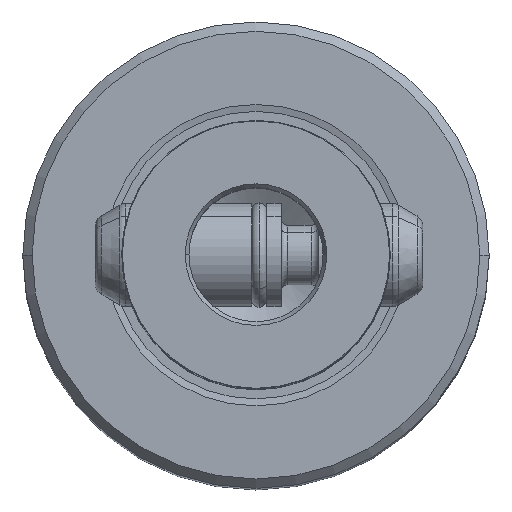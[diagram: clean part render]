
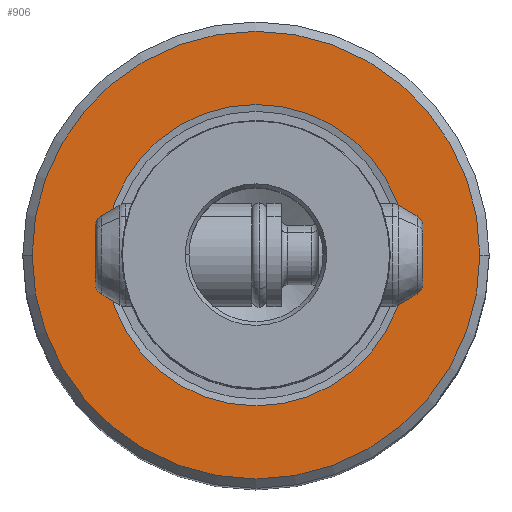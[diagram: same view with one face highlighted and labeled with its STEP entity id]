
A CAD part, top view. The second image highlights one B-rep face of the part: STEP entity #906.
In plain terms, the highlighted planar face has unit normal (0, 0, 1).
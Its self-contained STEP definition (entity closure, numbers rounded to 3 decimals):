
#420=EDGE_CURVE('NONE',#810,#582,#1195,.T.);
#582=VERTEX_POINT('NONE',#1373);
#726=EDGE_CURVE('NONE',#956,#736,#1535,.T.);
#736=VERTEX_POINT('NONE',#1548);
#810=VERTEX_POINT('NONE',#1636);
#906=ADVANCED_FACE('NONE',(#1745,#1746),#1747,.T.);
#956=VERTEX_POINT('NONE',#1802);
#1150=EDGE_CURVE('NONE',#582,#810,#2014,.T.);
#1168=EDGE_CURVE('NONE',#736,#956,#2035,.T.);
#1195=CIRCLE('',#2057,15.025);
#1373=CARTESIAN_POINT('',(-15.025,0.,0.0));
#1535=CIRCLE('',#2664,10.112);
#1548=CARTESIAN_POINT('',(10.112,0.,0.0));
#1636=CARTESIAN_POINT('',(15.025,0.,0.0));
#1745=FACE_OUTER_BOUND('',#2934,.T.);
#1746=FACE_BOUND('',#2935,.T.);
#1747=PLANE('',#2936);
#1802=CARTESIAN_POINT('',(-10.112,0.,0.0));
#2014=CIRCLE('',#3473,15.025);
#2035=CIRCLE('',#3535,10.112);
#2057=AXIS2_PLACEMENT_3D('',#3546,#3547,#3548);
#2664=AXIS2_PLACEMENT_3D('',#3962,#3963,#3964);
#2934=EDGE_LOOP('',(#4275,#4276));
#2935=EDGE_LOOP('',(#4277,#4278));
#2936=AXIS2_PLACEMENT_3D('',#4279,#4280,#4281);
#3473=AXIS2_PLACEMENT_3D('',#4600,#4601,#4602);
#3535=AXIS2_PLACEMENT_3D('',#4634,#4635,#4636);
#3546=CARTESIAN_POINT('',(0.0,0.0,0.0));
#3547=DIRECTION('',(0.0,0.0,-1.0));
#3548=DIRECTION('',(0.0,1.0,0.0));
#3962=CARTESIAN_POINT('',(0.0,0.0,0.0));
#3963=DIRECTION('',(0.0,-0.0,1.0));
#3964=DIRECTION('',(0.0,1.0,0.0));
#4275=ORIENTED_EDGE('',*,*,#1150,.F.);
#4276=ORIENTED_EDGE('',*,*,#420,.F.);
#4277=ORIENTED_EDGE('',*,*,#1168,.F.);
#4278=ORIENTED_EDGE('',*,*,#726,.F.);
#4279=CARTESIAN_POINT('',(-9.0,0.0,0.0));
#4280=DIRECTION('',(-0.0,0.0,1.0));
#4281=DIRECTION('',(0.0,1.0,0.0));
#4600=CARTESIAN_POINT('',(0.0,0.0,0.0));
#4601=DIRECTION('',(0.0,0.0,-1.0));
#4602=DIRECTION('',(0.0,1.0,0.0));
#4634=CARTESIAN_POINT('',(0.0,0.0,0.0));
#4635=DIRECTION('',(0.0,-0.0,1.0));
#4636=DIRECTION('',(0.0,1.0,0.0));
